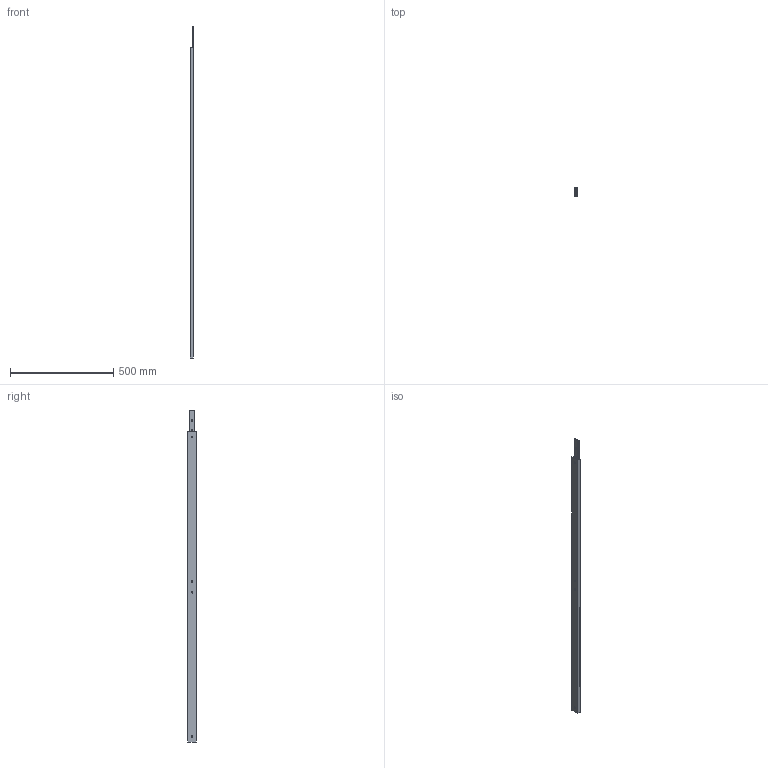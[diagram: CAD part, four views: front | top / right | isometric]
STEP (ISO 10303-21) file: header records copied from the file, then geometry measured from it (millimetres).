
FILE_DESCRIPTION (( 'STEP AP214' ), '1' );
FILE_NAME ('owst40-1500.STEP', '2021-11-18T11:02:50', ( '' ), ( '' ), 'SwSTEP 2.0', 'SolidWorks 2020', '' );
FILE_SCHEMA (( 'AUTOMOTIVE_DESIGN' ));
Length unit declared in the file: millimetre
Products named in the file (3): zensko40_1500; owst40-1500; masko40_1500
Assembly tree (2 placements, depth 2):
  owst40-1500
    masko40_1500
    zensko40_1500
Bounding box: 16 x 40 x 1605.48 mm (x, y, z)
Volume: 750834.9 mm3; surface area: 300615.5 mm2
Topology: 2 solids, 2 shells, 60 faces, 152 edges, 96 vertices
Faces by surface type: cylinder 24, plane 20, cone 16
Entity records: 1962 total; most frequent: DIRECTION 346, CARTESIAN_POINT 313, ORIENTED_EDGE 304, EDGE_CURVE 152, AXIS2_PLACEMENT_3D 129, VERTEX_POINT 96, VECTOR 88, LINE 88
